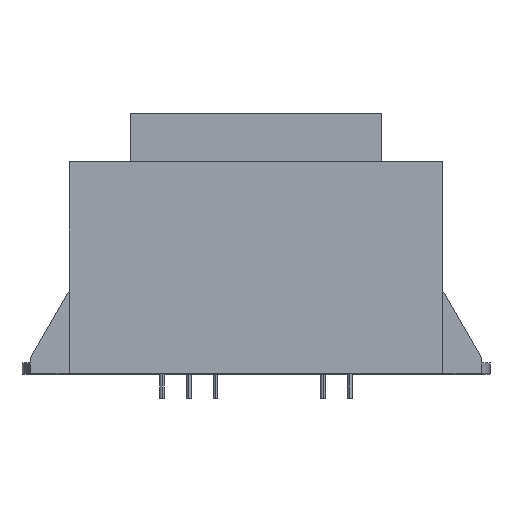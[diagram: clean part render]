
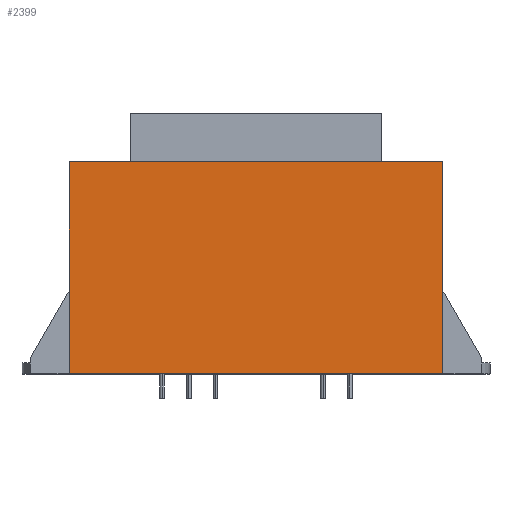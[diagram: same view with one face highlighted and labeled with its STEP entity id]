
A CAD part, top view. The second image highlights one B-rep face of the part: STEP entity #2399.
In plain terms, the highlighted planar face has unit normal (0, 0, 1).
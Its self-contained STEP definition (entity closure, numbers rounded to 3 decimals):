
#149 = AXIS2_PLACEMENT_3D ( 'NONE', #1963, #907, #2202 ) ;
#168 = ORIENTED_EDGE ( 'NONE', *, *, #608, .T. ) ;
#212 = CARTESIAN_POINT ( 'NONE',  ( 34.8, -116.109, 29.3 ) ) ;
#385 = CARTESIAN_POINT ( 'NONE',  ( -34.8, -25.125, 29.3 ) ) ;
#395 = LINE ( 'NONE', #212, #586 ) ;
#410 = EDGE_CURVE ( 'Defeature ausgef�hrt1_15+Defeature ausgef�hrt1_14+Defeature ausgef�hrt1_23+Defeature ausgef�hrt1_66', #2114, #2262, #395, .T. ) ;
#494 = DIRECTION ( 'NONE',  ( 1., 0., 0. ) ) ;
#526 = LINE ( 'NONE', #1367, #1736 ) ;
#586 = VECTOR ( 'NONE', #2594, 1000. ) ;
#597 = VECTOR ( 'NONE', #2301, 1000. ) ;
#608 = EDGE_CURVE ( 'Defeature ausgef�hrt1_15+Defeature ausgef�hrt1_23+Defeature ausgef�hrt1_13+Defeature ausgef�hrt1_14', #801, #2114, #746, .T. ) ;
#654 = CARTESIAN_POINT ( 'NONE',  ( 34.8, 14.375, 29.3 ) ) ;
#746 = LINE ( 'NONE', #2387, #1332 ) ;
#801 = VERTEX_POINT ( 'NONE', #385 ) ;
#907 = DIRECTION ( 'NONE',  ( 0., 0., 1. ) ) ;
#1018 = CARTESIAN_POINT ( 'NONE',  ( 34.8, -25.125, 29.3 ) ) ;
#1067 = ORIENTED_EDGE ( 'NONE', *, *, #1938, .F. ) ;
#1280 = LINE ( 'NONE', #2362, #597 ) ;
#1332 = VECTOR ( 'NONE', #2028, 1000. ) ;
#1351 = FACE_OUTER_BOUND ( 'NONE', #2501, .T. ) ;
#1367 = CARTESIAN_POINT ( 'NONE',  ( 34.8, 14.375, 29.3 ) ) ;
#1584 = CARTESIAN_POINT ( 'NONE',  ( -34.8, 14.375, 29.3 ) ) ;
#1736 = VECTOR ( 'NONE', #494, 1000. ) ;
#1938 = EDGE_CURVE ( 'Defeature ausgef�hrt1_66+Defeature ausgef�hrt1_15+Defeature ausgef�hrt1_13+Defeature ausgef�hrt1_14', #2317, #2262, #526, .T. ) ;
#1963 = CARTESIAN_POINT ( 'NONE',  ( 34.8, -25.125, 29.3 ) ) ;
#2028 = DIRECTION ( 'NONE',  ( 1., 0., 0. ) ) ;
#2114 = VERTEX_POINT ( 'NONE', #1018 ) ;
#2202 = DIRECTION ( 'NONE',  ( 1., 0., 0. ) ) ;
#2228 = PLANE ( 'NONE',  #149 ) ;
#2262 = VERTEX_POINT ( 'NONE', #654 ) ;
#2291 = ORIENTED_EDGE ( 'NONE', *, *, #2678, .F. ) ;
#2301 = DIRECTION ( 'NONE',  ( 0., 1., 0. ) ) ;
#2317 = VERTEX_POINT ( 'NONE', #1584 ) ;
#2362 = CARTESIAN_POINT ( 'NONE',  ( -34.8, -116.109, 29.3 ) ) ;
#2387 = CARTESIAN_POINT ( 'NONE',  ( 34.8, -25.125, 29.3 ) ) ;
#2399 = ADVANCED_FACE ( 'Defeature ausgef�hrt1_15', ( #1351 ), #2228, .T. ) ;
#2501 = EDGE_LOOP ( 'NONE', ( #2545, #1067, #2291, #168 ) ) ;
#2545 = ORIENTED_EDGE ( 'NONE', *, *, #410, .T. ) ;
#2594 = DIRECTION ( 'NONE',  ( 0., 1., 0. ) ) ;
#2678 = EDGE_CURVE ( 'Defeature ausgef�hrt1_13+Defeature ausgef�hrt1_15+Defeature ausgef�hrt1_23+Defeature ausgef�hrt1_66', #801, #2317, #1280, .T. ) ;
